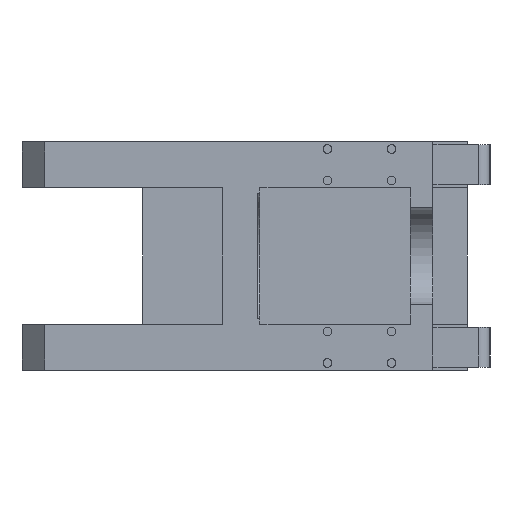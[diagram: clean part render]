
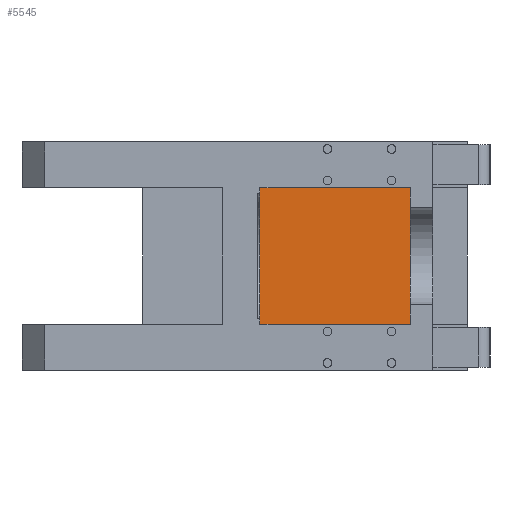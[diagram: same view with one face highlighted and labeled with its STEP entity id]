
A CAD part, left-side view. The second image highlights one B-rep face of the part: STEP entity #5545.
In plain terms, the highlighted planar face has unit normal (-1, 0, 0).
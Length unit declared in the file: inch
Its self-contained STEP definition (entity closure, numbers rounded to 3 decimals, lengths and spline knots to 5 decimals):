
#40=LINE('',#7959,#716);
#41=LINE('',#7961,#717);
#42=LINE('',#7963,#718);
#43=LINE('',#7964,#719);
#716=VECTOR('',#6394,26.3);
#717=VECTOR('',#6395,24.);
#718=VECTOR('',#6396,26.3);
#719=VECTOR('',#6397,24.);
#1473=FACE_OUTER_BOUND('',#1760,.T.);
#1760=EDGE_LOOP('',(#3663,#3664,#3665,#3666));
#2253=VERTEX_POINT('',#7957);
#2254=VERTEX_POINT('',#7958);
#2255=VERTEX_POINT('',#7960);
#2256=VERTEX_POINT('',#7962);
#2823=EDGE_CURVE('',#2253,#2254,#40,.T.);
#2824=EDGE_CURVE('',#2253,#2255,#41,.F.);
#2825=EDGE_CURVE('',#2255,#2256,#42,.T.);
#2826=EDGE_CURVE('',#2254,#2256,#43,.F.);
#3663=ORIENTED_EDGE('',*,*,#2823,.F.);
#3664=ORIENTED_EDGE('',*,*,#2824,.T.);
#3665=ORIENTED_EDGE('',*,*,#2825,.T.);
#3666=ORIENTED_EDGE('',*,*,#2826,.F.);
#5323=PLANE('',#5886);
#5545=ADVANCED_FACE('',(#1473),#5323,.T.);
#5886=AXIS2_PLACEMENT_3D('',#7956,#6392,#6393);
#6392=DIRECTION('center_axis',(-1.,0.,0.));
#6393=DIRECTION('ref_axis',(0.,0.,1.));
#6394=DIRECTION('',(0.,1.,0.));
#6395=DIRECTION('',(0.,0.,-1.));
#6396=DIRECTION('',(0.,1.,0.));
#6397=DIRECTION('',(0.,0.,-1.));
#7956=CARTESIAN_POINT('Origin',(-218.,-68.,0.));
#7957=CARTESIAN_POINT('',(-218.,-68.,-24.));
#7958=CARTESIAN_POINT('',(-218.,-41.7,-24.));
#7959=CARTESIAN_POINT('',(-218.,-68.,-24.));
#7960=CARTESIAN_POINT('',(-218.,-68.,0.));
#7961=CARTESIAN_POINT('',(-218.,-68.,0.));
#7962=CARTESIAN_POINT('',(-218.,-41.7,0.));
#7963=CARTESIAN_POINT('',(-218.,-68.,0.));
#7964=CARTESIAN_POINT('',(-218.,-41.7,0.));
